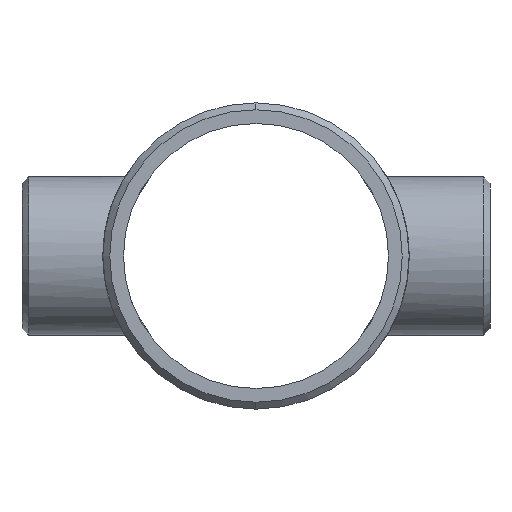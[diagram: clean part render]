
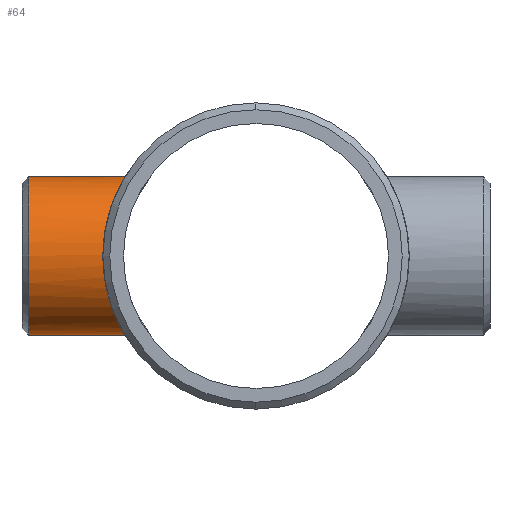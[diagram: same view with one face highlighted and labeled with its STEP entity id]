
A CAD part, left-side view. The second image highlights one B-rep face of the part: STEP entity #64.
In plain terms, the highlighted cylindrical face has radius 36.576 mm (diameter 73.152 mm), a partial arc.
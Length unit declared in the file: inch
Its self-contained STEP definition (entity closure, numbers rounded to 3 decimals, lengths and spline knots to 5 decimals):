
#2 = CARTESIAN_POINT ( 'NONE',  ( -0.33186, 2.40232, -1.40204 ) ) ;
#9 = CARTESIAN_POINT ( 'NONE',  ( -1.43993, 2.78147, -0.09714 ) ) ;
#18 = CARTESIAN_POINT ( 'NONE',  ( -1.24609, 2.68584, 0.72771 ) ) ;
#23 = CARTESIAN_POINT ( 'NONE',  ( -1.08141, 2.61379, -0.952 ) ) ;
#24 = CARTESIAN_POINT ( 'NONE',  ( -0.33147, 2.4026, 1.40154 ) ) ;
#54 = EDGE_CURVE ( 'NONE', #1085, #1048, #699, .T. ) ;
#64 = ADVANCED_FACE ( 'NONE', ( #1242 ), #69, .T. ) ;
#67 = CARTESIAN_POINT ( 'NONE',  ( -0.82262, 2.51784, -1.18213 ) ) ;
#69 = CYLINDRICAL_SURFACE ( 'NONE', #464, 1.44 ) ;
#91 = CARTESIAN_POINT ( 'NONE',  ( 0., 4.125, 0. ) ) ;
#102 = CARTESIAN_POINT ( 'NONE',  ( -0.53554, 2.43916, -1.33692 ) ) ;
#104 = CARTESIAN_POINT ( 'NONE',  ( -1.42801, 2.77531, 0.19159 ) ) ;
#111 = CARTESIAN_POINT ( 'NONE',  ( -1.38305, 2.75244, -0.40168 ) ) ;
#112 = CARTESIAN_POINT ( 'NONE',  ( -1.43034, 2.77646, -0.19193 ) ) ;
#132 = CARTESIAN_POINT ( 'NONE',  ( -1.42085, 2.77162, 0.23887 ) ) ;
#161 = CARTESIAN_POINT ( 'NONE',  ( 0., 4.125, 1.44 ) ) ;
#196 = CARTESIAN_POINT ( 'NONE',  ( -0.46904, 2.42542, -1.36168 ) ) ;
#201 = CIRCLE ( 'NONE', #1172, 1.44 ) ;
#207 = CARTESIAN_POINT ( 'NONE',  ( 0., 4.25, 1.44 ) ) ;
#219 = CARTESIAN_POINT ( 'NONE',  ( -0.09567, 2.37974, 1.44 ) ) ;
#228 = CARTESIAN_POINT ( 'NONE',  ( -0.64103, 2.46425, 1.29029 ) ) ;
#270 = DIRECTION ( 'NONE',  ( 0., -1., 0. ) ) ;
#273 = EDGE_CURVE ( 'NONE', #1048, #1059, #1183, .T. ) ;
#275 = CARTESIAN_POINT ( 'NONE',  ( 0., 4.25, 0. ) ) ;
#304 = CARTESIAN_POINT ( 'NONE',  ( -1.33662, 2.7294, 0.53629 ) ) ;
#312 = CARTESIAN_POINT ( 'NONE',  ( -0.951, 2.56202, 1.08523 ) ) ;
#320 = CARTESIAN_POINT ( 'NONE',  ( -0.19049, 2.38552, 1.43056 ) ) ;
#328 = CARTESIAN_POINT ( 'NONE',  ( -0.95093, 2.56248, -1.08235 ) ) ;
#335 = CARTESIAN_POINT ( 'NONE',  ( -1.44002, 2.78151, 0.02305 ) ) ;
#359 = CARTESIAN_POINT ( 'NONE',  ( -0.64383, 2.46385, -1.29148 ) ) ;
#361 = VERTEX_POINT ( 'NONE', #161 ) ;
#384 = ORIENTED_EDGE ( 'NONE', *, *, #54, .T. ) ;
#389 = CARTESIAN_POINT ( 'NONE',  ( 0., 4.125, -1.44 ) ) ;
#404 = CARTESIAN_POINT ( 'NONE',  ( -0.89734, 2.54324, -1.12646 ) ) ;
#406 = CARTESIAN_POINT ( 'NONE',  ( -1.04908, 2.60054, 0.9875 ) ) ;
#420 = VECTOR ( 'NONE', #270, 39.37008 ) ;
#422 = CARTESIAN_POINT ( 'NONE',  ( -1.18085, 2.65658, 0.82446 ) ) ;
#427 = CARTESIAN_POINT ( 'NONE',  ( -1.34533, 2.73368, 0.51407 ) ) ;
#433 = EDGE_CURVE ( 'NONE', #361, #1085, #201, .T. ) ;
#457 = CARTESIAN_POINT ( 'NONE',  ( -0.84174, 2.52416, -1.16859 ) ) ;
#464 = AXIS2_PLACEMENT_3D ( 'NONE', #275, #1235, #857 ) ;
#468 = CARTESIAN_POINT ( 'NONE',  ( -0.0971, 2.37974, -1.44 ) ) ;
#474 = EDGE_LOOP ( 'NONE', ( #872, #1246, #384, #497 ) ) ;
#475 = CARTESIAN_POINT ( 'NONE',  ( 0., 4.25, -1.44 ) ) ;
#497 = ORIENTED_EDGE ( 'NONE', *, *, #273, .T. ) ;
#504 = CARTESIAN_POINT ( 'NONE',  ( -1.43703, 2.77996, 0.09559 ) ) ;
#510 = CARTESIAN_POINT ( 'NONE',  ( -0.46876, 2.42505, 1.36239 ) ) ;
#519 = CARTESIAN_POINT ( 'NONE',  ( -0.30795, 2.39946, 1.40689 ) ) ;
#546 = VECTOR ( 'NONE', #594, 39.37008 ) ;
#587 = CARTESIAN_POINT ( 'NONE',  ( -0.51358, 2.43443, -1.34551 ) ) ;
#593 = CARTESIAN_POINT ( 'NONE',  ( -1.08027, 2.61331, 0.9533 ) ) ;
#594 = DIRECTION ( 'NONE',  ( 0., -1., 0. ) ) ;
#600 = CARTESIAN_POINT ( 'NONE',  ( -1.36164, 2.74174, 0.46916 ) ) ;
#616 = CARTESIAN_POINT ( 'NONE',  ( -1.24688, 2.6862, -0.72637 ) ) ;
#623 = CARTESIAN_POINT ( 'NONE',  ( -1.1248, 2.63214, 0.89943 ) ) ;
#697 = CARTESIAN_POINT ( 'NONE',  ( -0.72298, 2.48682, 1.24622 ) ) ;
#699 = LINE ( 'NONE', #475, #420 ) ;
#704 = CARTESIAN_POINT ( 'NONE',  ( -1.43943, 2.78121, 0.04717 ) ) ;
#716 = CARTESIAN_POINT ( 'NONE',  ( -1.16733, 2.65059, 0.8435 ) ) ;
#777 = CARTESIAN_POINT ( 'NONE',  ( -0.37796, 2.40914, -1.39033 ) ) ;
#785 = CARTESIAN_POINT ( 'NONE',  ( -1.29115, 2.70725, -0.64447 ) ) ;
#786 = CARTESIAN_POINT ( 'NONE',  ( -1.40196, 2.76199, 0.33223 ) ) ;
#795 = CARTESIAN_POINT ( 'NONE',  ( -0.76298, 2.49878, 1.22215 ) ) ;
#800 = CARTESIAN_POINT ( 'NONE',  ( -1.1393, 2.63837, 0.88099 ) ) ;
#807 = CARTESIAN_POINT ( 'NONE',  ( -1.16867, 2.65111, -0.84261 ) ) ;
#814 = CARTESIAN_POINT ( 'NONE',  ( -0.40084, 2.41316, 1.38329 ) ) ;
#849 = DIRECTION ( 'NONE',  ( 0., -1., 0. ) ) ;
#857 = DIRECTION ( 'NONE',  ( 0., 0., -1. ) ) ;
#872 = ORIENTED_EDGE ( 'NONE', *, *, #1009, .F. ) ;
#877 = CARTESIAN_POINT ( 'NONE',  ( -1.4067, 2.76441, -0.30879 ) ) ;
#887 = CARTESIAN_POINT ( 'NONE',  ( -1.05032, 2.60104, -0.98618 ) ) ;
#889 = CARTESIAN_POINT ( 'NONE',  ( -0.37792, 2.40945, 1.38973 ) ) ;
#895 = CARTESIAN_POINT ( 'NONE',  ( -1.14053, 2.63879, -0.88032 ) ) ;
#903 = CARTESIAN_POINT ( 'NONE',  ( -1.34571, 2.73383, -0.51466 ) ) ;
#936 = CARTESIAN_POINT ( 'NONE',  ( -0.72572, 2.48685, -1.24726 ) ) ;
#978 = CARTESIAN_POINT ( 'NONE',  ( -1.43521, 2.77902, 0.11974 ) ) ;
#986 = CARTESIAN_POINT ( 'NONE',  ( -0.51289, 2.43402, 1.34637 ) ) ;
#987 = CARTESIAN_POINT ( 'NONE',  ( 0., 2.37974, 1.44 ) ) ;
#993 = CARTESIAN_POINT ( 'NONE',  ( -0.98508, 2.57539, -1.05136 ) ) ;
#1009 = EDGE_CURVE ( 'NONE', #361, #1059, #1070, .T. ) ;
#1027 = CARTESIAN_POINT ( 'NONE',  ( 0., 2.37974, -1.44 ) ) ;
#1048 = VERTEX_POINT ( 'NONE', #1076 ) ;
#1059 = VERTEX_POINT ( 'NONE', #987 ) ;
#1062 = CARTESIAN_POINT ( 'NONE',  ( -0.4464, 2.42114, -1.36927 ) ) ;
#1069 = CARTESIAN_POINT ( 'NONE',  ( -1.38958, 2.75573, -0.37849 ) ) ;
#1070 = LINE ( 'NONE', #207, #546 ) ;
#1075 = CARTESIAN_POINT ( 'NONE',  ( -0.59902, 2.45361, 1.31032 ) ) ;
#1076 = CARTESIAN_POINT ( 'NONE',  ( 0., 2.37974, -1.44 ) ) ;
#1083 = CARTESIAN_POINT ( 'NONE',  ( -0.87969, 2.53605, 1.14391 ) ) ;
#1085 = VERTEX_POINT ( 'NONE', #389 ) ;
#1094 = CARTESIAN_POINT ( 'NONE',  ( -1.40139, 2.76171, -0.33208 ) ) ;
#1102 = CARTESIAN_POINT ( 'NONE',  ( 0., 2.37974, 1.44 ) ) ;
#1119 = CARTESIAN_POINT ( 'NONE',  ( -0.19214, 2.38569, -1.43028 ) ) ;
#1151 = DIRECTION ( 'NONE',  ( 0., 0., 1. ) ) ;
#1164 = CARTESIAN_POINT ( 'NONE',  ( -1.3619, 2.74186, -0.47022 ) ) ;
#1166 = CARTESIAN_POINT ( 'NONE',  ( -1.39023, 2.75604, 0.37832 ) ) ;
#1172 = AXIS2_PLACEMENT_3D ( 'NONE', #91, #849, #1151 ) ;
#1174 = CARTESIAN_POINT ( 'NONE',  ( -1.29069, 2.70703, 0.64553 ) ) ;
#1183 = B_SPLINE_CURVE_WITH_KNOTS ( 'NONE', 3,
 ( #1027, #468, #1119, #2, #777, #1062, #196, #587, #102, #359, #936, #67, #457, #1191, #404, #328, #993, #887, #23, #895, #807, #616, #785, #903, #1164, #111, #1069, #1094, #877, #112, #9, #335, #704, #504, #978, #104, #132, #786, #1166, #1185, #600, #427, #304, #1174, #18, #422, #716, #800, #623, #593, #406, #312, #1083, #795, #697, #228, #1075, #986, #510, #814, #889, #24, #519, #320, #219, #1102 ),
 .UNSPECIFIED., .F., .F.,
 ( 4, 2, 2, 2, 2, 2, 2, 2, 2, 2, 2, 2, 2, 2, 2, 2, 2, 2, 2, 2, 2, 2, 2, 2, 2, 2, 2, 2, 2, 2, 2, 2, 4 ),
 ( 0., 0.00728, 0.01092, 0.01274, 0.01456, 0.02184, 0.02366, 0.02548, 0.02912, 0.03276, 0.0364, 0.04369, 0.04733, 0.04915, 0.05097, 0.05825, 0.06007, 0.06189, 0.06553, 0.06917, 0.07099, 0.07281, 0.08009, 0.08191, 0.08373, 0.08737, 0.09465, 0.09829, 0.10193, 0.10557, 0.10739, 0.10921, 0.11649 ),
 .UNSPECIFIED. ) ;
#1185 = CARTESIAN_POINT ( 'NONE',  ( -1.36921, 2.74552, 0.44656 ) ) ;
#1191 = CARTESIAN_POINT ( 'NONE',  ( -0.87908, 2.53685, -1.14077 ) ) ;
#1235 = DIRECTION ( 'NONE',  ( 0., -1., 0. ) ) ;
#1242 = FACE_OUTER_BOUND ( 'NONE', #474, .T. ) ;
#1246 = ORIENTED_EDGE ( 'NONE', *, *, #433, .T. ) ;
